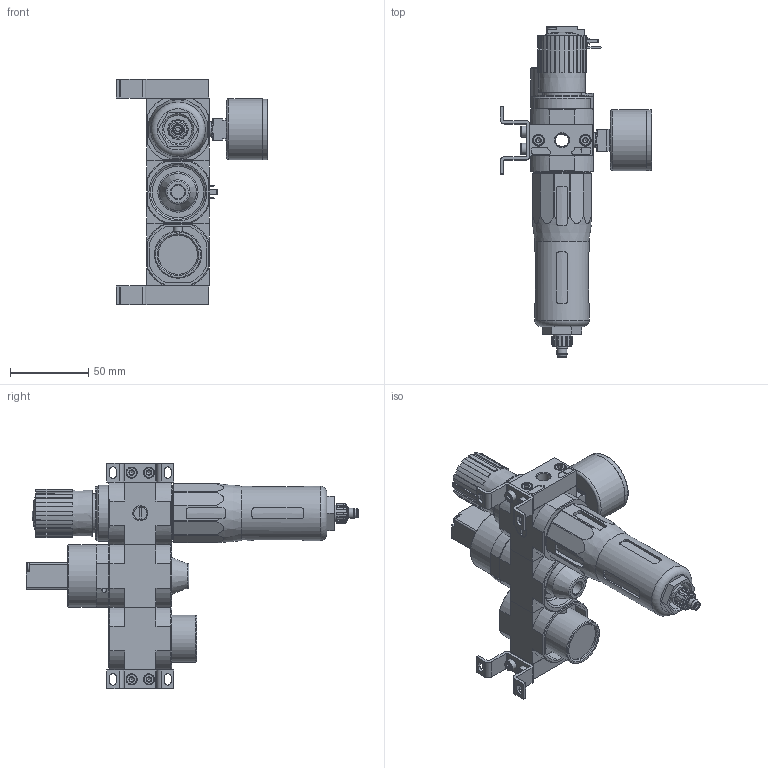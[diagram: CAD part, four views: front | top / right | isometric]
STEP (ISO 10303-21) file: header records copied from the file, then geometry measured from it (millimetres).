
FILE_DESCRIPTION(/* description */ ('STEP AP214'),/* implementation_level */ '2;1');
FILE_NAME(/* name */ '185743_LFR-1_8-D-MINI-KD',/* time_stamp */ '2024-09-03T20:21:33+02:00',/* author */ ('License CC BY-ND 4.0'),/* organization */ ('CADENAS'),/* preprocessor_version */ 'ST-DEVELOPER v19.3',/* originating_system */ 'PARTsolutions',/* authorisation */ ' ');
FILE_SCHEMA (('AUTOMOTIVE_DESIGN {1 0 10303 214 3 1 1}'));
Length unit declared in the file: millimetre
Products named in the file (14): 185743 LFR-1/8-D-MINI-KD; 380285 PBL-1/8-D-MINI-L---(1) p1; DIN-912 - M4x16(F); 159638 HFOE-D-MINI-P1; DIN-912 - M4x8(F); 380287 PBL-1/8-D-MINI-R---(0) p1; 123587 LFR-D-MINI--(0); 8003637 PAGN-40-16-G18; 373845 LR-MINI; 648415 LF; 746236 HEE-D-MINI-24; 364665 MSEB-3-24V-D; 355622 FRB-D-MINI; 360726 HEL-MINI
Assembly tree (23 placements, depth 2):
  185743 LFR-1/8-D-MINI-KD
    380285 PBL-1/8-D-MINI-L---(1) p1
    DIN-912 - M4x16(F)  x4
    159638 HFOE-D-MINI-P1  x2
    DIN-912 - M4x8(F)  x4
    380287 PBL-1/8-D-MINI-R---(0) p1
    123587 LFR-D-MINI--(0)
    8003637 PAGN-40-16-G18
    373845 LR-MINI
    648415 LF
    746236 HEE-D-MINI-24
    364665 MSEB-3-24V-D
    355622 FRB-D-MINI  x4
    360726 HEL-MINI
Bounding box: 96.75 x 212 x 144 mm (x, y, z)
Volume: 401002.7 mm3; surface area: 95396.1 mm2
Topology: 23 solids, 23 shells, 1223 faces, 2926 edges, 1845 vertices
Faces by surface type: plane 656, cylinder 333, cone 197, torus 30, sphere 7
Full cylindrical faces by diameter (mm): 2.013 x1, 2.5 x1, 2.9 x4, 3 x2, 3.242 x12, 3.8 x3, 4 x14, 4.3 x5, 4.5 x1, 5 x1, 5.2 x4, 5.4 x1, 5.5 x2, 5.6 x3, 6 x7, 6.2 x1, 6.4 x1, 6.8 x1, 6.9 x1, 7 x8, 7.1 x1, 8.2 x1, 8.4 x1, 8.566 x5, 9 x1, 9.2 x1, 9.728 x2, 10.6 x2, 11 x3, 11.2 x1
Entity records: 33347 total; most frequent: CARTESIAN_POINT 5604, DIRECTION 4850, ORIENTED_EDGE 4404, EDGE_CURVE 2202, AXIS2_PLACEMENT_3D 1869, VERTEX_POINT 1545, FACE_BOUND 1319, EDGE_LOOP 1307
